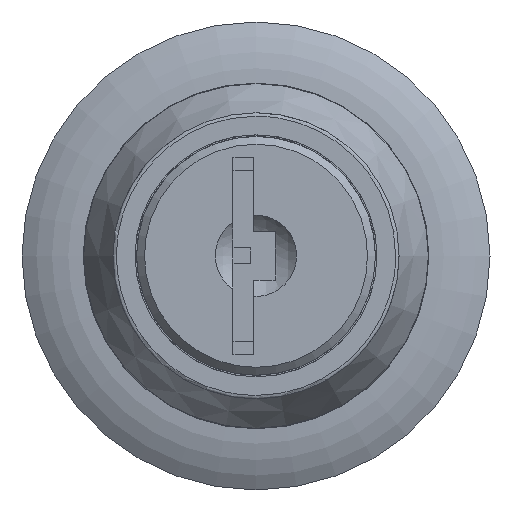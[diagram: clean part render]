
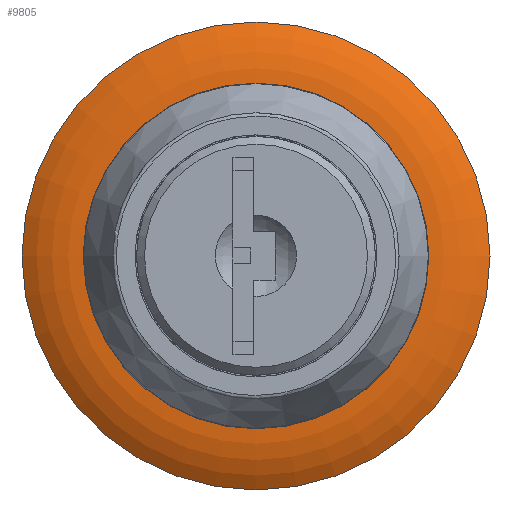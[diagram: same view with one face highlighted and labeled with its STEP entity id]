
A CAD part, top view. The second image highlights one B-rep face of the part: STEP entity #9805.
In plain terms, the highlighted toroidal (fillet/blend) face has major radius 11.025 mm and minor radius 7.112 mm.
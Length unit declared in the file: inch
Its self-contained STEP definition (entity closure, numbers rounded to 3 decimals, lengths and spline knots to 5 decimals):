
#587=TOROIDAL_SURFACE('',#10432,0.43406,0.28);
#902=FACE_OUTER_BOUND('',#1443,.T.);
#1443=EDGE_LOOP('',(#6324,#6325,#6326,#6327));
#3392=CIRCLE('',#10433,0.43406);
#3393=CIRCLE('',#10434,0.28);
#3394=CIRCLE('',#10435,0.59375);
#3782=VERTEX_POINT('',#14971);
#3783=VERTEX_POINT('',#14973);
#4769=EDGE_CURVE('',#3782,#3782,#3392,.T.);
#4770=EDGE_CURVE('',#3782,#3783,#3393,.T.);
#4771=EDGE_CURVE('',#3783,#3783,#3394,.T.);
#6324=ORIENTED_EDGE('',*,*,#4769,.F.);
#6325=ORIENTED_EDGE('',*,*,#4770,.T.);
#6326=ORIENTED_EDGE('',*,*,#4771,.F.);
#6327=ORIENTED_EDGE('',*,*,#4770,.F.);
#9805=ADVANCED_FACE('',(#902),#587,.T.);
#10432=AXIS2_PLACEMENT_3D('',#14970,#11418,#11419);
#10433=AXIS2_PLACEMENT_3D('',#14972,#11420,#11421);
#10434=AXIS2_PLACEMENT_3D('',#14974,#11422,#11423);
#10435=AXIS2_PLACEMENT_3D('',#14975,#11424,#11425);
#11418=DIRECTION('center_axis',(0.,0.,
1.));
#11419=DIRECTION('ref_axis',(0.,-1.,0.));
#11420=DIRECTION('center_axis',(0.,0.,
1.));
#11421=DIRECTION('ref_axis',(0.,1.,0.));
#11422=DIRECTION('center_axis',(-1.,0.,0.));
#11423=DIRECTION('ref_axis',(0.,1.,0.));
#11424=DIRECTION('center_axis',(0.,0.,
-1.));
#11425=DIRECTION('ref_axis',(0.,1.,0.));
#14970=CARTESIAN_POINT('Origin',(0.,0.,
0.5215));
#14971=CARTESIAN_POINT('',(0.,0.43406,0.8015));
#14972=CARTESIAN_POINT('Origin',(0.,0.,
0.8015));
#14973=CARTESIAN_POINT('',(0.,0.59375,0.7515));
#14974=CARTESIAN_POINT('Origin',(0.,0.43406,
0.5215));
#14975=CARTESIAN_POINT('Origin',(0.,0.,
0.7515));
